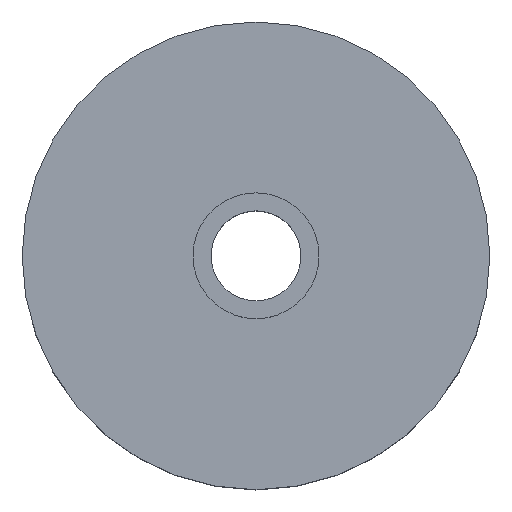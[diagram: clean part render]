
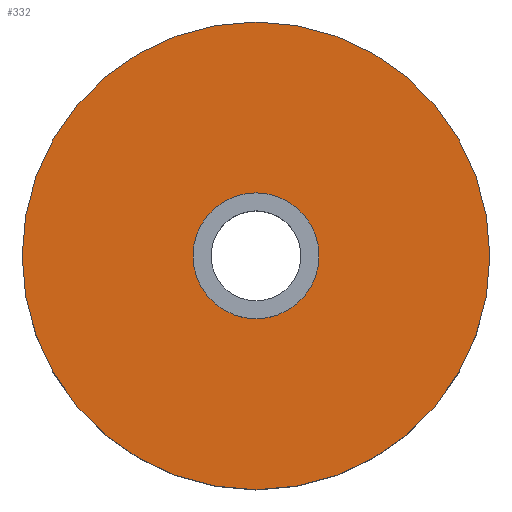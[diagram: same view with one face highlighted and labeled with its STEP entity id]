
A CAD part, top view. The second image highlights one B-rep face of the part: STEP entity #332.
In plain terms, the highlighted planar face has unit normal (0, 0, 1).
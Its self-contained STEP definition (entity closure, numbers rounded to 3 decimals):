
#26 = CIRCLE ( 'NONE', #378, 7. ) ;
#40 = CARTESIAN_POINT ( 'NONE',  ( 0., 0., 18. ) ) ;
#44 = VERTEX_POINT ( 'NONE', #570 ) ;
#72 = PLANE ( 'NONE',  #290 ) ;
#82 = VERTEX_POINT ( 'NONE', #579 ) ;
#134 = CIRCLE ( 'NONE', #163, 7. ) ;
#136 = DIRECTION ( 'NONE',  ( 0., 0., 1. ) ) ;
#163 = AXIS2_PLACEMENT_3D ( 'NONE', #185, #459, #469 ) ;
#171 = CARTESIAN_POINT ( 'NONE',  ( 0., 0., 18. ) ) ;
#185 = CARTESIAN_POINT ( 'NONE',  ( 0., 0., 18. ) ) ;
#203 = EDGE_CURVE ( 'NONE', #44, #705, #134, .T. ) ;
#206 = DIRECTION ( 'NONE',  ( 0., 0., 1. ) ) ;
#221 = DIRECTION ( 'NONE',  ( 0., 0., 1. ) ) ;
#244 = CARTESIAN_POINT ( 'NONE',  ( 7., 0., 18. ) ) ;
#250 = ORIENTED_EDGE ( 'NONE', *, *, #575, .T. ) ;
#258 = EDGE_CURVE ( 'NONE', #662, #82, #639, .T. ) ;
#262 = CIRCLE ( 'NONE', #631, 26. ) ;
#263 = CARTESIAN_POINT ( 'NONE',  ( 0., 0., 18. ) ) ;
#278 = DIRECTION ( 'NONE',  ( 1., 0., 0. ) ) ;
#290 = AXIS2_PLACEMENT_3D ( 'NONE', #263, #136, #533 ) ;
#305 = EDGE_CURVE ( 'NONE', #705, #44, #26, .T. ) ;
#323 = FACE_BOUND ( 'NONE', #498, .T. ) ;
#332 = ADVANCED_FACE ( 'NONE', ( #323, #718 ), #72, .T. ) ;
#342 = DIRECTION ( 'NONE',  ( 0., 0., 1. ) ) ;
#343 = EDGE_LOOP ( 'NONE', ( #646, #250 ) ) ;
#356 = ORIENTED_EDGE ( 'NONE', *, *, #305, .F. ) ;
#367 = DIRECTION ( 'NONE',  ( 1., 0., 0. ) ) ;
#378 = AXIS2_PLACEMENT_3D ( 'NONE', #484, #206, #367 ) ;
#402 = CARTESIAN_POINT ( 'NONE',  ( -26., 0., 18. ) ) ;
#408 = ORIENTED_EDGE ( 'NONE', *, *, #203, .F. ) ;
#428 = AXIS2_PLACEMENT_3D ( 'NONE', #40, #342, #719 ) ;
#459 = DIRECTION ( 'NONE',  ( 0., 0., 1. ) ) ;
#469 = DIRECTION ( 'NONE',  ( 1., 0., 0. ) ) ;
#484 = CARTESIAN_POINT ( 'NONE',  ( 0., 0., 18. ) ) ;
#498 = EDGE_LOOP ( 'NONE', ( #356, #408 ) ) ;
#533 = DIRECTION ( 'NONE',  ( 1., 0., 0. ) ) ;
#570 = CARTESIAN_POINT ( 'NONE',  ( -7., 0., 18. ) ) ;
#575 = EDGE_CURVE ( 'NONE', #82, #662, #262, .T. ) ;
#579 = CARTESIAN_POINT ( 'NONE',  ( 26., 0., 18. ) ) ;
#631 = AXIS2_PLACEMENT_3D ( 'NONE', #171, #221, #278 ) ;
#639 = CIRCLE ( 'NONE', #428, 26. ) ;
#646 = ORIENTED_EDGE ( 'NONE', *, *, #258, .T. ) ;
#662 = VERTEX_POINT ( 'NONE', #402 ) ;
#705 = VERTEX_POINT ( 'NONE', #244 ) ;
#718 = FACE_OUTER_BOUND ( 'NONE', #343, .T. ) ;
#719 = DIRECTION ( 'NONE',  ( 1., 0., 0. ) ) ;
